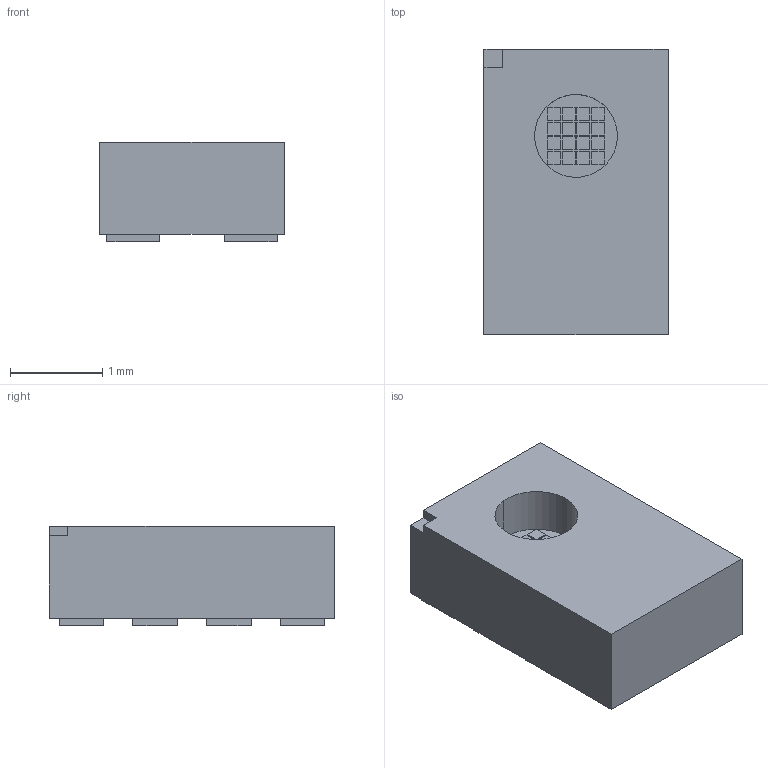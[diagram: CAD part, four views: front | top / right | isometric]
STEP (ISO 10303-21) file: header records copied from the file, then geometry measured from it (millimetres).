
FILE_DESCRIPTION(('CoCreate Modeling STEP Export'),'2;1');
FILE_NAME('AS7341.stp','2017-09-26T19:37:40',(''),(''),'CoCreate Modeling STEP processor for AP214 (Solid Model)','CoCreate Modeling 17.0 01-Apr-2010 (C) Parametric Technology GmbH','');
FILE_SCHEMA(('AUTOMOTIVE_DESIGN { 1 0 10303 214 1 1 1 1 }'));
Length unit declared in the file: millimetre
Products named in the file (26): Body; T1; T1.1; T1.3; T1.2; T1.4; T1.6; T1.5; T1.7; Pads; Sensor; Sensor.1; Sensor.10; Sensor.11; Sensor.12; Sensor.13; Sensor.14; Sensor.15; Sensor.2; Sensor.3; Sensor.4; Sensor.5; Sensor.6; Sensor.7; Sensor.8; Sensor.9
Assembly tree (8 placements, depth 2):
  Body
  Pads
    T1.7
    T1.5
    T1.6
    T1.4
    T1.2
    T1.3
    T1.1
    T1
  Sensor
  Sensor.1
  Sensor.10
Bounding box: 2 x 3.1 x 1.08 mm (x, y, z)
Volume: 6.1 mm3; surface area: 30.5 mm2
Topology: 25 solids, 25 shells, 157 faces, 318 edges, 212 vertices
Faces by surface type: plane 155, cylinder 2
Entity records: 5070 total; most frequent: CARTESIAN_POINT 693, DIRECTION 648, ORIENTED_EDGE 636, EDGE_CURVE 318, VECTOR 314, LINE 314, VERTEX_POINT 212, AXIS2_PLACEMENT_3D 167
